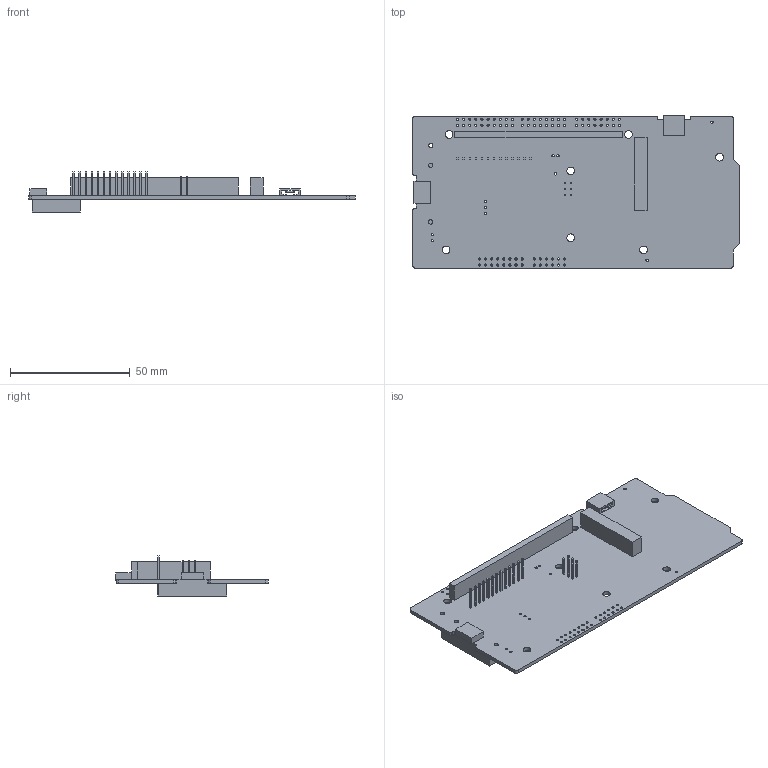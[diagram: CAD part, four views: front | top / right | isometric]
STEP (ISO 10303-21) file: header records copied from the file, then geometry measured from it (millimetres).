
FILE_DESCRIPTION(/* description */ (''),/* implementation_level */ '2;1');
FILE_NAME(/* name */ 'nRF5340DK-Boxy.step',/* time_stamp */ '2026-01-12T18:32:58+01:00',/* author */ (''),/* organization */ (''),/* preprocessor_version */ 'ST-DEVELOPER v20.1',/* originating_system */ 'Autodesk Translation Framework v14.21.0.0',/* authorisation */ '');
FILE_SCHEMA (('AUTOMOTIVE_DESIGN { 1 0 10303 214 3 1 1 }'));
Length unit declared in the file: millimetre
Products named in the file (1): 2026-01-05-16-59-43-370
Bounding box: 136.53 x 63.62 x 16.73 mm (x, y, z)
Volume: 19500.3 mm3; surface area: 21096.4 mm2
Topology: 1 solids, 3 shells, 327 faces, 886 edges, 590 vertices
Faces by surface type: plane 197, cylinder 130
Full cylindrical faces by diameter (mm): 0.9 x85, 0.991 x3, 1 x2, 1.78 x3, 3.2 x7
Entity records: 10749 total; most frequent: CARTESIAN_POINT 1804, DIRECTION 1802, ORIENTED_EDGE 1772, EDGE_CURVE 886, LINE 626, VECTOR 626, VERTEX_POINT 590, AXIS2_PLACEMENT_3D 588
